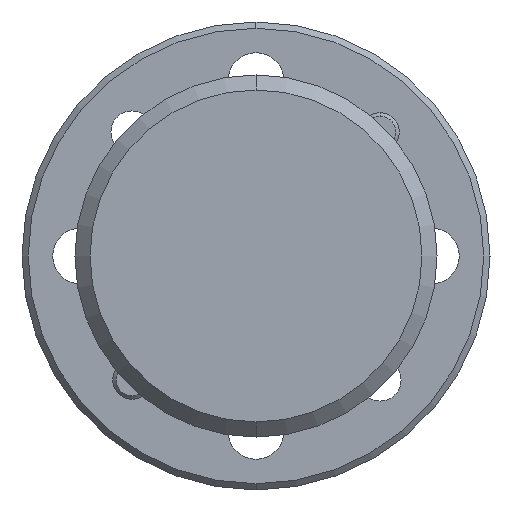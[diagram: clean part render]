
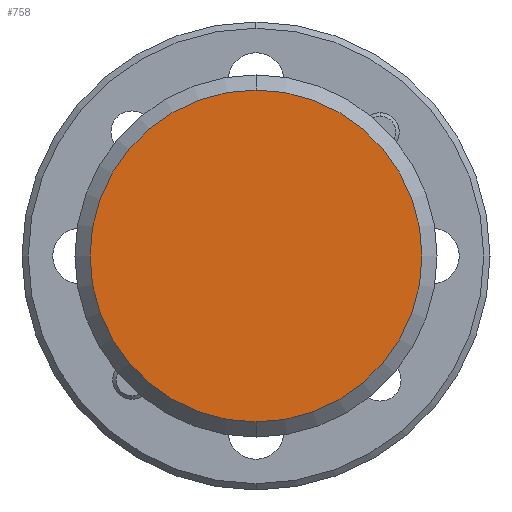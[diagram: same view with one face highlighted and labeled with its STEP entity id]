
A CAD part, left-side view. The second image highlights one B-rep face of the part: STEP entity #758.
In plain terms, the highlighted planar face has unit normal (-1, 0, 0).
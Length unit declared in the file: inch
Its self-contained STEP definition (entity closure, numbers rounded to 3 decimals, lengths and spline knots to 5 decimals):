
#59 = PLANE ( 'NONE',  #1785 ) ;
#169 = CARTESIAN_POINT ( 'NONE',  ( -0.16813, 0.60095, 0.73567 ) ) ;
#186 = VERTEX_POINT ( 'NONE', #748 ) ;
#366 = ORIENTED_EDGE ( 'NONE', *, *, #1407, .T. ) ;
#403 = DIRECTION ( 'NONE',  ( -1., 0., 0. ) ) ;
#417 = DIRECTION ( 'NONE',  ( -1., 0., 0. ) ) ;
#617 = AXIS2_PLACEMENT_3D ( 'NONE', #169, #973, #1298 ) ;
#633 = CARTESIAN_POINT ( 'NONE',  ( -0.16813, 0.60095, 0.46967 ) ) ;
#748 = CARTESIAN_POINT ( 'NONE',  ( -0.16813, 0.60095, 1.00167 ) ) ;
#758 = ADVANCED_FACE ( 'NONE', ( #1508 ), #59, .T. ) ;
#791 = AXIS2_PLACEMENT_3D ( 'NONE', #868, #403, #1521 ) ;
#794 = EDGE_CURVE ( 'NONE', #186, #981, #1309, .T. ) ;
#802 = EDGE_LOOP ( 'NONE', ( #366, #1341 ) ) ;
#868 = CARTESIAN_POINT ( 'NONE',  ( -0.16813, 0.60095, 0.73567 ) ) ;
#973 = DIRECTION ( 'NONE',  ( -1., 0., 0. ) ) ;
#981 = VERTEX_POINT ( 'NONE', #633 ) ;
#1138 = CIRCLE ( 'NONE', #617, 0.266 ) ;
#1298 = DIRECTION ( 'NONE',  ( 0., 0., 1. ) ) ;
#1309 = CIRCLE ( 'NONE', #791, 0.266 ) ;
#1341 = ORIENTED_EDGE ( 'NONE', *, *, #794, .T. ) ;
#1407 = EDGE_CURVE ( 'NONE', #981, #186, #1138, .T. ) ;
#1505 = CARTESIAN_POINT ( 'NONE',  ( -0.16813, 0.89695, 0.73567 ) ) ;
#1508 = FACE_OUTER_BOUND ( 'NONE', #802, .T. ) ;
#1521 = DIRECTION ( 'NONE',  ( 0., 0., 1. ) ) ;
#1702 = DIRECTION ( 'NONE',  ( 0., 0., 1. ) ) ;
#1785 = AXIS2_PLACEMENT_3D ( 'NONE', #1505, #417, #1702 ) ;
